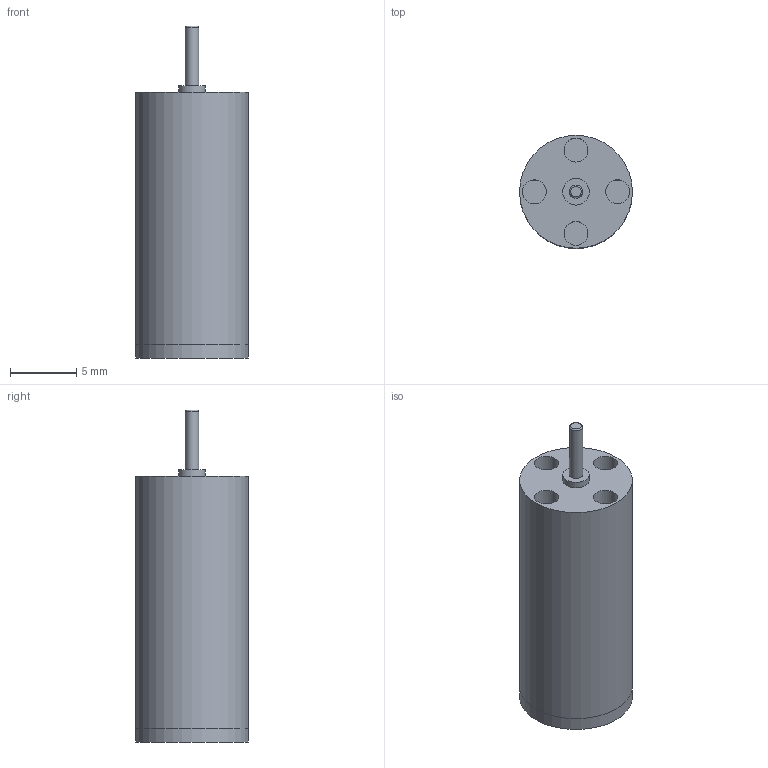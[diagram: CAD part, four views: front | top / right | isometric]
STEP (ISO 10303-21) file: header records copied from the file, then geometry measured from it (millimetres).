
FILE_DESCRIPTION(/* description */ (''),/* implementation_level */ '2;1');
FILE_NAME(/* name */ '8520 Coreless Brshed motor.step',/* time_stamp */ '2019-04-13T21:31:57+02:00',/* author */ ('dkjimkri'),/* organization */ (''),/* preprocessor_version */ 'ST-DEVELOPER v17.2',/* originating_system */ 'Autodesk Translation Framework v7.6.0.251',/* authorisation */ '');
FILE_SCHEMA (('AUTOMOTIVE_DESIGN { 1 0 10303 214 3 1 1 }'));
Length unit declared in the file: millimetre
Products named in the file (1): 8520 Coreless Motor
Bounding box: 8.5 x 8.5 x 25 mm (x, y, z)
Volume: 1038.2 mm3; surface area: 1004.4 mm2
Topology: 2 solids, 2 shells, 19 faces, 26 edges, 17 vertices
Faces by surface type: plane 10, cylinder 8, torus 1
Full cylindrical faces by diameter (mm): 1 x1, 1.8 x4, 2 x1, 8.5 x2
Entity records: 456 total; most frequent: DIRECTION 84, CARTESIAN_POINT 63, ORIENTED_EDGE 52, AXIS2_PLACEMENT_3D 38, EDGE_CURVE 26, EDGE_LOOP 25, FACE_OUTER_BOUND 19, ADVANCED_FACE 19
